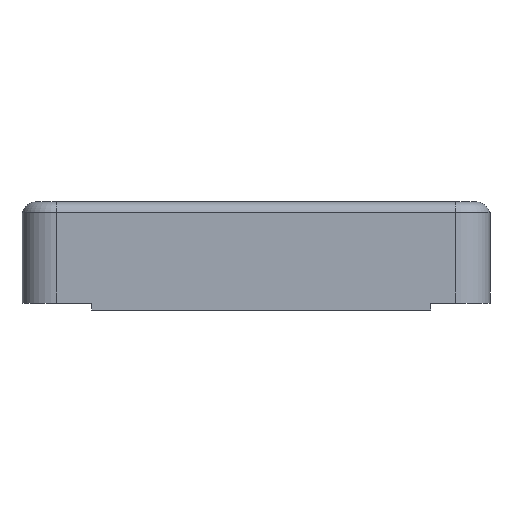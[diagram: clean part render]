
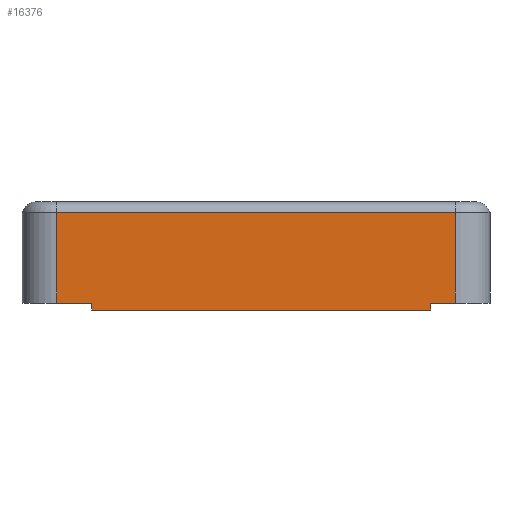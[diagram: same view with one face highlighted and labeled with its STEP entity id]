
A CAD part, front view. The second image highlights one B-rep face of the part: STEP entity #16376.
In plain terms, the highlighted planar face has unit normal (0, -1, 0).
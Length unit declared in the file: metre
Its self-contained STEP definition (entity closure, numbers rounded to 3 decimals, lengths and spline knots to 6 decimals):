
#2282=ORIENTED_EDGE('',*,*,#7242,.F.);
#2283=ORIENTED_EDGE('',*,*,#7215,.T.);
#2284=ORIENTED_EDGE('',*,*,#7243,.T.);
#2285=ORIENTED_EDGE('',*,*,#7244,.F.);
#2286=ORIENTED_EDGE('',*,*,#7245,.T.);
#2287=ORIENTED_EDGE('',*,*,#7246,.T.);
#2288=ORIENTED_EDGE('',*,*,#7201,.T.);
#2289=ORIENTED_EDGE('',*,*,#7210,.F.);
#7201=EDGE_CURVE('',#9711,#9715,#11409,.T.);
#7210=EDGE_CURVE('',#9722,#9715,#11414,.T.);
#7215=EDGE_CURVE('',#9725,#9727,#11417,.T.);
#7242=EDGE_CURVE('',#9725,#9722,#11438,.T.);
#7243=EDGE_CURVE('',#9727,#9748,#11439,.T.);
#7244=EDGE_CURVE('',#9749,#9748,#11440,.T.);
#7245=EDGE_CURVE('',#9749,#9750,#11441,.T.);
#7246=EDGE_CURVE('',#9750,#9711,#11442,.T.);
#9711=VERTEX_POINT('',#22701);
#9715=VERTEX_POINT('',#22709);
#9722=VERTEX_POINT('',#22728);
#9725=VERTEX_POINT('',#22735);
#9727=VERTEX_POINT('',#22739);
#9748=VERTEX_POINT('',#22801);
#9749=VERTEX_POINT('',#22803);
#9750=VERTEX_POINT('',#22805);
#11409=LINE('',#22710,#12666);
#11414=LINE('',#22730,#12671);
#11417=LINE('',#22740,#12674);
#11438=LINE('',#22799,#12695);
#11439=LINE('',#22800,#12696);
#11440=LINE('',#22802,#12697);
#11441=LINE('',#22804,#12698);
#11442=LINE('',#22806,#12699);
#12666=VECTOR('',#18959,1.);
#12671=VECTOR('',#18978,1.);
#12674=VECTOR('',#18987,1.);
#12695=VECTOR('',#19044,1.);
#12696=VECTOR('',#19045,1.);
#12697=VECTOR('',#19046,1.);
#12698=VECTOR('',#19047,1.);
#12699=VECTOR('',#19048,1.);
#13938=EDGE_LOOP('',(#2282,#2283,#2284,#2285,#2286,#2287,#2288,#2289));
#14968=FACE_BOUND('',#13938,.T.);
#15929=PLANE('',#17522);
#16376=ADVANCED_FACE('',(#14968),#15929,.F.);
#17522=AXIS2_PLACEMENT_3D('',#22798,#19042,#19043);
#18959=DIRECTION('',(1.,0.,0.));
#18978=DIRECTION('',(0.,0.,-1.));
#18987=DIRECTION('',(0.,0.,-1.));
#19042=DIRECTION('',(0.,1.,0.));
#19043=DIRECTION('',(0.,0.,1.));
#19044=DIRECTION('',(1.,0.,0.));
#19045=DIRECTION('',(1.,0.,0.));
#19046=DIRECTION('',(0.,0.,1.));
#19047=DIRECTION('',(1.,0.,0.));
#19048=DIRECTION('',(0.,0.,1.));
#22701=CARTESIAN_POINT('',(0.048616,-0.01,0.));
#22709=CARTESIAN_POINT('',(0.052101,-0.01,0.));
#22710=CARTESIAN_POINT('',(0.023551,-0.01,0.));
#22728=CARTESIAN_POINT('',(0.052101,-0.01,0.013));
#22730=CARTESIAN_POINT('',(0.052101,-0.01,0.013));
#22735=CARTESIAN_POINT('',(-0.005,-0.01,0.013));
#22739=CARTESIAN_POINT('',(-0.005,-0.01,0.));
#22740=CARTESIAN_POINT('',(-0.005,-0.01,0.));
#22798=CARTESIAN_POINT('',(0.023551,-0.01,0.013));
#22799=CARTESIAN_POINT('',(0.023551,-0.01,0.013));
#22800=CARTESIAN_POINT('',(0.023551,-0.01,0.));
#22801=CARTESIAN_POINT('',(0.,-0.01,0.));
#22802=CARTESIAN_POINT('',(0.,-0.01,-0.001));
#22803=CARTESIAN_POINT('',(0.,-0.01,-0.001));
#22804=CARTESIAN_POINT('',(0.023551,-0.01,-0.001));
#22805=CARTESIAN_POINT('',(0.048616,-0.01,-0.001));
#22806=CARTESIAN_POINT('',(0.048616,-0.01,-0.001));
